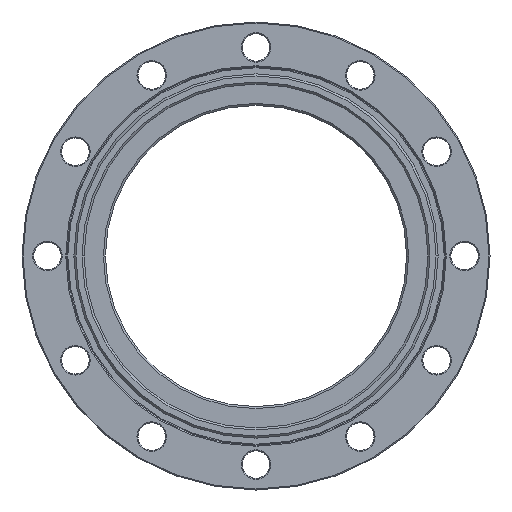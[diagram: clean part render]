
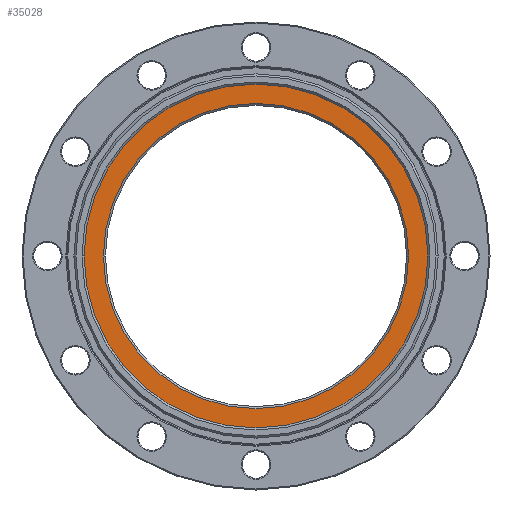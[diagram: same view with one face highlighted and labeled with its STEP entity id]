
A CAD part, left-side view. The second image highlights one B-rep face of the part: STEP entity #35028.
In plain terms, the highlighted planar face has unit normal (-1, 0, 0).
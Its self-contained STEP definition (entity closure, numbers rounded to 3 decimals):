
#2472 = CARTESIAN_POINT ( 'NONE',  ( -65., 150., 0. ) ) ;
#3236 = EDGE_CURVE ( 'NONE', #19443, #14282, #28315, .T. ) ;
#5336 = FACE_BOUND ( 'NONE', #31122, .T. ) ;
#6898 = ORIENTED_EDGE ( 'NONE', *, *, #22792, .T. ) ;
#7173 = CARTESIAN_POINT ( 'NONE',  ( -65., 0., 0. ) ) ;
#8658 = EDGE_CURVE ( 'NONE', #17701, #38468, #9395, .T. ) ;
#9395 = CIRCLE ( 'NONE', #43306, 169. ) ;
#9820 = ORIENTED_EDGE ( 'NONE', *, *, #8658, .F. ) ;
#12878 = CARTESIAN_POINT ( 'NONE',  ( -65., 0., 0. ) ) ;
#13095 = CARTESIAN_POINT ( 'NONE',  ( -65., 148., 0. ) ) ;
#13795 = EDGE_CURVE ( 'NONE', #38468, #17701, #17142, .T. ) ;
#14282 = VERTEX_POINT ( 'NONE', #37111 ) ;
#14683 = DIRECTION ( 'NONE',  ( 0., -1., 0. ) ) ;
#16947 = FACE_OUTER_BOUND ( 'NONE', #31676, .T. ) ;
#17142 = CIRCLE ( 'NONE', #18673, 169. ) ;
#17159 = CARTESIAN_POINT ( 'NONE',  ( -65., 169., 0. ) ) ;
#17438 = DIRECTION ( 'NONE',  ( 1., 0., 0. ) ) ;
#17701 = VERTEX_POINT ( 'NONE', #39296 ) ;
#18673 = AXIS2_PLACEMENT_3D ( 'NONE', #12878, #42093, #34610 ) ;
#18759 = ORIENTED_EDGE ( 'NONE', *, *, #13795, .F. ) ;
#19443 = VERTEX_POINT ( 'NONE', #2472 ) ;
#20342 = PLANE ( 'NONE',  #24118 ) ;
#20584 = DIRECTION ( 'NONE',  ( -1., 0., 0. ) ) ;
#21703 = DIRECTION ( 'NONE',  ( 1., 0., 0. ) ) ;
#22792 = EDGE_CURVE ( 'NONE', #14282, #19443, #35074, .T. ) ;
#24118 = AXIS2_PLACEMENT_3D ( 'NONE', #13095, #20584, #42547 ) ;
#24167 = CARTESIAN_POINT ( 'NONE',  ( -65., 0., 0. ) ) ;
#27541 = DIRECTION ( 'NONE',  ( 1., 0., 0. ) ) ;
#28315 = CIRCLE ( 'NONE', #35989, 150. ) ;
#31122 = EDGE_LOOP ( 'NONE', ( #6898, #44502 ) ) ;
#31676 = EDGE_LOOP ( 'NONE', ( #9820, #18759 ) ) ;
#34610 = DIRECTION ( 'NONE',  ( 0., 1., 0. ) ) ;
#35028 = ADVANCED_FACE ( 'NONE', ( #16947, #5336 ), #20342, .T. ) ;
#35074 = CIRCLE ( 'NONE', #36622, 150. ) ;
#35778 = DIRECTION ( 'NONE',  ( 0., -1., 0. ) ) ;
#35989 = AXIS2_PLACEMENT_3D ( 'NONE', #46686, #17438, #35778 ) ;
#36622 = AXIS2_PLACEMENT_3D ( 'NONE', #7173, #21703, #14683 ) ;
#37111 = CARTESIAN_POINT ( 'NONE',  ( -65., -150., 0. ) ) ;
#38468 = VERTEX_POINT ( 'NONE', #17159 ) ;
#39296 = CARTESIAN_POINT ( 'NONE',  ( -65., -169., 0. ) ) ;
#42011 = DIRECTION ( 'NONE',  ( 0., 1., 0. ) ) ;
#42093 = DIRECTION ( 'NONE',  ( 1., 0., 0. ) ) ;
#42547 = DIRECTION ( 'NONE',  ( 0., 1., 0. ) ) ;
#43306 = AXIS2_PLACEMENT_3D ( 'NONE', #24167, #27541, #42011 ) ;
#44502 = ORIENTED_EDGE ( 'NONE', *, *, #3236, .T. ) ;
#46686 = CARTESIAN_POINT ( 'NONE',  ( -65., 0., 0. ) ) ;
